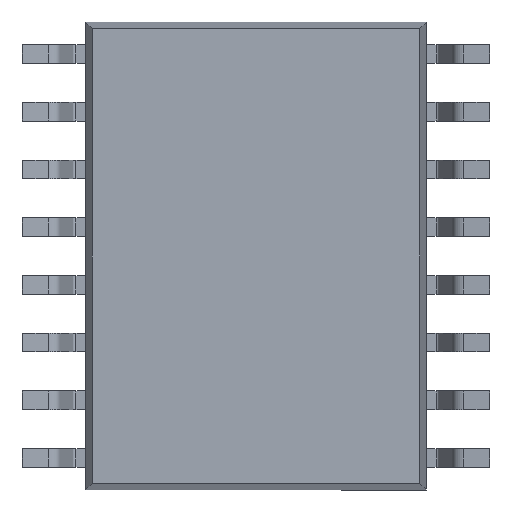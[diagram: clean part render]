
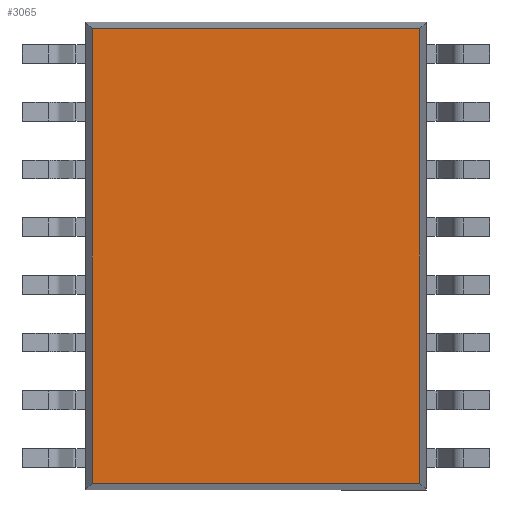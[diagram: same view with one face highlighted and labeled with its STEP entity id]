
A CAD part, front view. The second image highlights one B-rep face of the part: STEP entity #3065.
In plain terms, the highlighted planar face has unit normal (0, -1, 0).
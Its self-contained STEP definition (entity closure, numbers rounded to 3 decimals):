
#18=VECTOR ( 'NONE', #29, 1000. );
#29=DIRECTION ( 'NONE',  ( 0., 0., -1. ) );
#125=DIRECTION ( 'NONE',  ( 0., -1., 0. ) );
#274=LINE ( 'NONE', #1676, #3070 );
#491=EDGE_LOOP ( 'NONE', ( #2843, #2214, #499, #3344 ) );
#499=ORIENTED_EDGE ( 'NONE', *, *, #2516, .T. );
#588=DIRECTION ( 'NONE',  ( 1., 0., 0. ) );
#589=VECTOR ( 'NONE', #588, 1000. );
#886=PLANE ( 'NONE',  #1626 );
#895=EDGE_CURVE ( 'NONE', #904, #4609, #3335, .T. );
#904=VERTEX_POINT ( 'NONE', #3813 );
#1078=FACE_OUTER_BOUND ( 'NONE', #491, .T. );
#1102=DIRECTION ( 'NONE',  ( 0., 0., -1. ) );
#1287=CARTESIAN_POINT ( 'NONE',  ( 0., 0.3, 0. ) );
#1405=VECTOR ( 'NONE', #1500, 1000. );
#1500=DIRECTION ( 'NONE',  ( 0., 0., 1. ) );
#1548=VERTEX_POINT ( 'NONE', #1826 );
#1626=AXIS2_PLACEMENT_3D ( 'NONE', #1287, #125, #1102 );
#1659=CARTESIAN_POINT ( 'NONE',  ( -3.6, 0.3, -5. ) );
#1676=CARTESIAN_POINT ( 'NONE',  ( 3.75, 0.3, 5. ) );
#1826=CARTESIAN_POINT ( 'NONE',  ( 3.6, 0.3, -5. ) );
#2214=ORIENTED_EDGE ( 'NONE', *, *, #4463, .T. );
#2419=LINE ( 'NONE', #3730, #1405 );
#2516=EDGE_CURVE ( 'NONE', #1548, #4278, #2419, .T. );
#2729=CARTESIAN_POINT ( 'NONE',  ( 3.6, 0.3, 5. ) );
#2843=ORIENTED_EDGE ( 'NONE', *, *, #895, .T. );
#3065=ADVANCED_FACE ( 'NONE', ( #1078 ), #886, .T. );
#3070=VECTOR ( 'NONE', #4867, 1000. );
#3335=LINE ( 'NONE', #4167, #18 );
#3344=ORIENTED_EDGE ( 'NONE', *, *, #4610, .T. );
#3730=CARTESIAN_POINT ( 'NONE',  ( 3.6, 0.3, -5.15 ) );
#3813=CARTESIAN_POINT ( 'NONE',  ( -3.6, 0.3, 5. ) );
#4167=CARTESIAN_POINT ( 'NONE',  ( -3.6, 0.3, 5.15 ) );
#4278=VERTEX_POINT ( 'NONE', #2729 );
#4463=EDGE_CURVE ( 'NONE', #4609, #1548, #4481, .T. );
#4481=LINE ( 'NONE', #4670, #589 );
#4609=VERTEX_POINT ( 'NONE', #1659 );
#4610=EDGE_CURVE ( 'NONE', #4278, #904, #274, .T. );
#4670=CARTESIAN_POINT ( 'NONE',  ( -3.75, 0.3, -5. ) );
#4867=DIRECTION ( 'NONE',  ( -1., 0., 0. ) );
